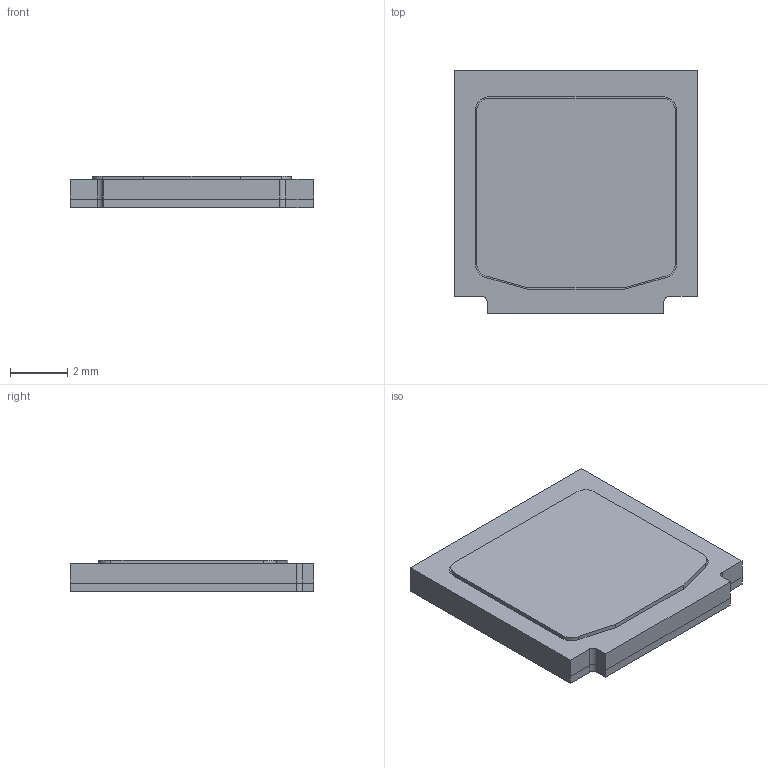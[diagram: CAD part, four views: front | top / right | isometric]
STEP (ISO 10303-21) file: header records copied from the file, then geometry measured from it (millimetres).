
FILE_DESCRIPTION(/* description */ (''),/* implementation_level */ '2;1');
FILE_NAME(/* name */ 'imx179-sensor-PLLC.step',/* time_stamp */ '2018-11-22T16:55:56+10:00',/* author */ ('greeegs'),/* organization */ (''),/* preprocessor_version */ 'ST-DEVELOPER v17.2',/* originating_system */ 'Autodesk Translation Framework v7.6.0.251',/* authorisation */ '');
FILE_SCHEMA (('AUTOMOTIVE_DESIGN { 1 0 10303 214 3 1 1 }'));
Length unit declared in the file: millimetre
Products named in the file (1): imx179-sensor-PLLC
Bounding box: 8.51 x 8.53 x 1.1 mm (x, y, z)
Volume: 56.8 mm3; surface area: 396.6 mm2
Topology: 4 solids, 4 shells, 57 faces, 144 edges, 96 vertices
Faces by surface type: plane 45, cylinder 12
Entity records: 1765 total; most frequent: CARTESIAN_POINT 298, ORIENTED_EDGE 288, DIRECTION 284, EDGE_CURVE 144, LINE 120, VECTOR 120, VERTEX_POINT 96, AXIS2_PLACEMENT_3D 82
